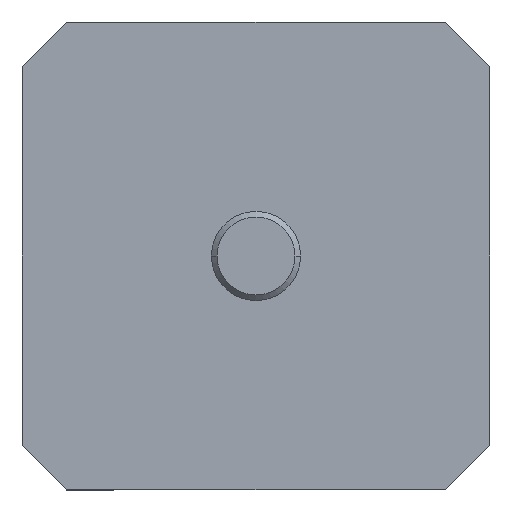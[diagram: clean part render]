
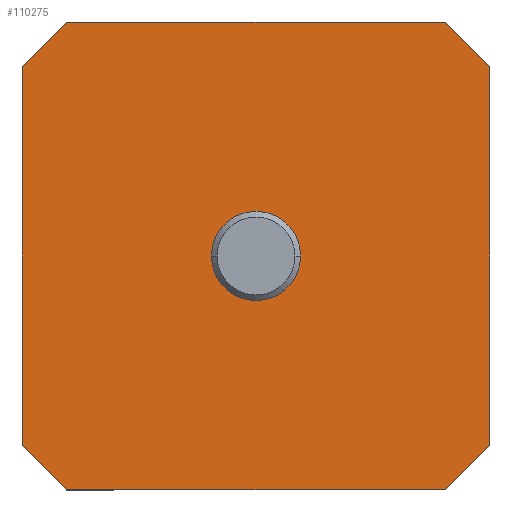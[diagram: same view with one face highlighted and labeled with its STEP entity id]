
A CAD part, front view. The second image highlights one B-rep face of the part: STEP entity #110275.
In plain terms, the highlighted face is planar.
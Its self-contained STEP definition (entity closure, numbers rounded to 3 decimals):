
#1173 = VECTOR ( 'NONE', #105564, 1000. ) ;
#1658 = CARTESIAN_POINT ( 'NONE',  ( 21., 17., 9.5 ) ) ;
#3166 = CARTESIAN_POINT ( 'NONE',  ( 4., 0., 9.5 ) ) ;
#3781 = VECTOR ( 'NONE', #121675, 1000. ) ;
#5120 = CARTESIAN_POINT ( 'NONE',  ( 0., 0., 9.5 ) ) ;
#6274 = CARTESIAN_POINT ( 'NONE',  ( -21., -17., 9.5 ) ) ;
#6857 = LINE ( 'NONE', #111900, #3781 ) ;
#7384 = VERTEX_POINT ( 'NONE', #76556 ) ;
#7837 = ORIENTED_EDGE ( 'NONE', *, *, #114884, .F. ) ;
#9599 = EDGE_CURVE ( 'NONE', #64238, #109439, #6857, .T. ) ;
#11405 = DIRECTION ( 'NONE',  ( 0., -1., 0. ) ) ;
#13694 = CARTESIAN_POINT ( 'NONE',  ( 0., 0., 9.5 ) ) ;
#14885 = DIRECTION ( 'NONE',  ( -1., 0., 0. ) ) ;
#16012 = DIRECTION ( 'NONE',  ( 0., 1., 0. ) ) ;
#19036 = CARTESIAN_POINT ( 'NONE',  ( 17., -21., 9.5 ) ) ;
#20010 = VERTEX_POINT ( 'NONE', #55696 ) ;
#20600 = VECTOR ( 'NONE', #16012, 1000. ) ;
#22478 = ORIENTED_EDGE ( 'NONE', *, *, #125051, .F. ) ;
#23867 = LINE ( 'NONE', #37864, #1173 ) ;
#24258 = DIRECTION ( 'NONE',  ( -1., 0., 0. ) ) ;
#24453 = CARTESIAN_POINT ( 'NONE',  ( 17., 21., 9.5 ) ) ;
#26004 = DIRECTION ( 'NONE',  ( 0.707, 0.707, 0. ) ) ;
#30406 = CARTESIAN_POINT ( 'NONE',  ( -21., 17., 9.5 ) ) ;
#31534 = CARTESIAN_POINT ( 'NONE',  ( -17., -21., 9.5 ) ) ;
#32854 = VECTOR ( 'NONE', #60158, 1000. ) ;
#33525 = EDGE_CURVE ( 'NONE', #120430, #121668, #23867, .T. ) ;
#34072 = CARTESIAN_POINT ( 'NONE',  ( 17., 21., 9.5 ) ) ;
#35182 = EDGE_CURVE ( 'NONE', #109439, #60252, #63008, .T. ) ;
#37864 = CARTESIAN_POINT ( 'NONE',  ( -17., 21., 9.5 ) ) ;
#38165 = CARTESIAN_POINT ( 'NONE',  ( 21., -17., 9.5 ) ) ;
#38983 = ORIENTED_EDGE ( 'NONE', *, *, #91749, .F. ) ;
#39935 = ORIENTED_EDGE ( 'NONE', *, *, #92672, .F. ) ;
#41101 = CARTESIAN_POINT ( 'NONE',  ( 21., -17., 9.5 ) ) ;
#44701 = ORIENTED_EDGE ( 'NONE', *, *, #48492, .F. ) ;
#45995 = ORIENTED_EDGE ( 'NONE', *, *, #33525, .F. ) ;
#48492 = EDGE_CURVE ( 'NONE', #115453, #7384, #86199, .T. ) ;
#50109 = EDGE_CURVE ( 'NONE', #52914, #109518, #55614, .T. ) ;
#50448 = CARTESIAN_POINT ( 'NONE',  ( 0., 0., 9.5 ) ) ;
#52914 = VERTEX_POINT ( 'NONE', #38165 ) ;
#53733 = VECTOR ( 'NONE', #92178, 1000. ) ;
#55614 = LINE ( 'NONE', #41101, #32854 ) ;
#55696 = CARTESIAN_POINT ( 'NONE',  ( 21., 17., 9.5 ) ) ;
#58218 = VECTOR ( 'NONE', #11405, 1000. ) ;
#60158 = DIRECTION ( 'NONE',  ( -0.707, -0.707, 0. ) ) ;
#60203 = DIRECTION ( 'NONE',  ( -1., 0., 0. ) ) ;
#60252 = VERTEX_POINT ( 'NONE', #30406 ) ;
#60337 = FACE_BOUND ( 'NONE', #84146, .T. ) ;
#63008 = LINE ( 'NONE', #6274, #20600 ) ;
#64238 = VERTEX_POINT ( 'NONE', #31534 ) ;
#65636 = CIRCLE ( 'NONE', #76544, 4. ) ;
#72773 = DIRECTION ( 'NONE',  ( 0., 0., 1. ) ) ;
#75175 = ORIENTED_EDGE ( 'NONE', *, *, #9599, .F. ) ;
#76544 = AXIS2_PLACEMENT_3D ( 'NONE', #50448, #118157, #60203 ) ;
#76556 = CARTESIAN_POINT ( 'NONE',  ( -4., 0., 9.5 ) ) ;
#80870 = LINE ( 'NONE', #1658, #58218 ) ;
#80895 = AXIS2_PLACEMENT_3D ( 'NONE', #5120, #72773, #14885 ) ;
#82245 = DIRECTION ( 'NONE',  ( 0., 0., -1. ) ) ;
#84146 = EDGE_LOOP ( 'NONE', ( #39935, #44701 ) ) ;
#86121 = FACE_OUTER_BOUND ( 'NONE', #122095, .T. ) ;
#86199 = CIRCLE ( 'NONE', #80895, 4. ) ;
#89402 = CARTESIAN_POINT ( 'NONE',  ( -17., 21., 9.5 ) ) ;
#91149 = ORIENTED_EDGE ( 'NONE', *, *, #50109, .F. ) ;
#91673 = LINE ( 'NONE', #19036, #94700 ) ;
#91749 = EDGE_CURVE ( 'NONE', #20010, #52914, #80870, .T. ) ;
#92178 = DIRECTION ( 'NONE',  ( 0.707, -0.707, 0. ) ) ;
#92672 = EDGE_CURVE ( 'NONE', #7384, #115453, #65636, .T. ) ;
#94700 = VECTOR ( 'NONE', #125289, 1000. ) ;
#102155 = LINE ( 'NONE', #24453, #53733 ) ;
#103420 = CARTESIAN_POINT ( 'NONE',  ( -21., 17., 9.5 ) ) ;
#104146 = VECTOR ( 'NONE', #26004, 1000. ) ;
#105564 = DIRECTION ( 'NONE',  ( 1., 0., 0. ) ) ;
#106011 = AXIS2_PLACEMENT_3D ( 'NONE', #13694, #82245, #24258 ) ;
#109439 = VERTEX_POINT ( 'NONE', #120741 ) ;
#109518 = VERTEX_POINT ( 'NONE', #112210 ) ;
#110275 = ADVANCED_FACE ( 'NONE', ( #60337, #86121 ), #120780, .F. ) ;
#111900 = CARTESIAN_POINT ( 'NONE',  ( -17., -21., 9.5 ) ) ;
#112210 = CARTESIAN_POINT ( 'NONE',  ( 17., -21., 9.5 ) ) ;
#114884 = EDGE_CURVE ( 'NONE', #121668, #20010, #102155, .T. ) ;
#115453 = VERTEX_POINT ( 'NONE', #3166 ) ;
#118157 = DIRECTION ( 'NONE',  ( 0., 0., 1. ) ) ;
#118183 = ORIENTED_EDGE ( 'NONE', *, *, #123031, .F. ) ;
#120430 = VERTEX_POINT ( 'NONE', #89402 ) ;
#120741 = CARTESIAN_POINT ( 'NONE',  ( -21., -17., 9.5 ) ) ;
#120780 = PLANE ( 'NONE',  #106011 ) ;
#121668 = VERTEX_POINT ( 'NONE', #34072 ) ;
#121675 = DIRECTION ( 'NONE',  ( -0.707, 0.707, 0. ) ) ;
#122095 = EDGE_LOOP ( 'NONE', ( #75175, #22478, #91149, #38983, #7837, #45995, #118183, #123129 ) ) ;
#123031 = EDGE_CURVE ( 'NONE', #60252, #120430, #123878, .T. ) ;
#123129 = ORIENTED_EDGE ( 'NONE', *, *, #35182, .F. ) ;
#123878 = LINE ( 'NONE', #103420, #104146 ) ;
#125051 = EDGE_CURVE ( 'NONE', #109518, #64238, #91673, .T. ) ;
#125289 = DIRECTION ( 'NONE',  ( -1., 0., 0. ) ) ;
